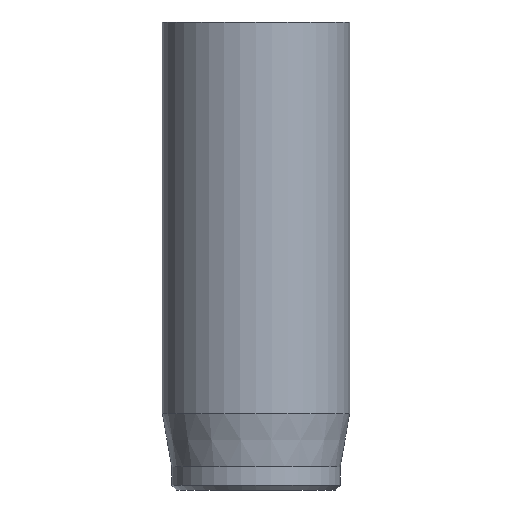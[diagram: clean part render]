
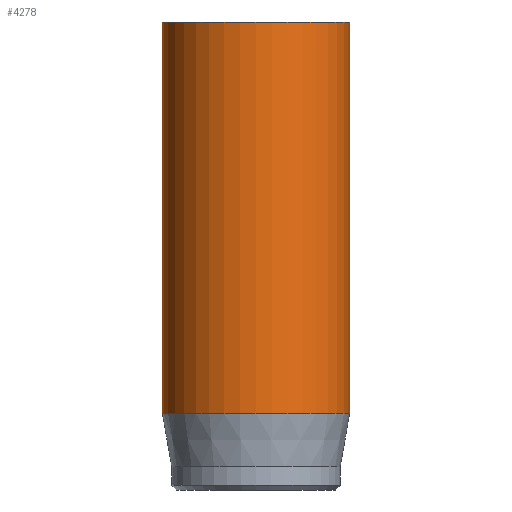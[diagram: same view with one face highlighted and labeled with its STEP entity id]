
A CAD part, front view. The second image highlights one B-rep face of the part: STEP entity #4278.
In plain terms, the highlighted cylindrical face has radius 4 mm (diameter 8 mm), a full revolution.
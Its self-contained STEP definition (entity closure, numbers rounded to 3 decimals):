
#32=CYLINDRICAL_SURFACE('',#4447,4.);
#47=CIRCLE('',#4414,4.);
#63=CIRCLE('',#4445,4.);
#64=CIRCLE('',#4446,4.);
#390=FACE_OUTER_BOUND('',#643,.T.);
#643=EDGE_LOOP('',(#3817,#3818,#3819,#3820,#3821));
#954=LINE('',#8135,#1273);
#1273=VECTOR('',#4965,4.);
#1960=VERTEX_POINT('',#8074);
#1976=VERTEX_POINT('',#8129);
#1977=VERTEX_POINT('',#8130);
#2571=EDGE_CURVE('',#1960,#1960,#47,.T.);
#2595=EDGE_CURVE('',#1976,#1977,#63,.T.);
#2596=EDGE_CURVE('',#1977,#1976,#64,.T.);
#2598=EDGE_CURVE('',#1960,#1976,#954,.T.);
#3817=ORIENTED_EDGE('',*,*,#2571,.T.);
#3818=ORIENTED_EDGE('',*,*,#2598,.T.);
#3819=ORIENTED_EDGE('',*,*,#2595,.T.);
#3820=ORIENTED_EDGE('',*,*,#2596,.T.);
#3821=ORIENTED_EDGE('',*,*,#2598,.F.);
#4278=ADVANCED_FACE('',(#390),#32,.T.);
#4414=AXIS2_PLACEMENT_3D('',#8075,#4888,#4889);
#4445=AXIS2_PLACEMENT_3D('',#8131,#4958,#4959);
#4446=AXIS2_PLACEMENT_3D('',#8132,#4960,#4961);
#4447=AXIS2_PLACEMENT_3D('',#8134,#4963,#4964);
#4888=DIRECTION('center_axis',(0.,0.,-1.));
#4889=DIRECTION('ref_axis',(-1.,0.,0.));
#4958=DIRECTION('center_axis',(0.,0.,1.));
#4959=DIRECTION('ref_axis',(-1.,0.,0.));
#4960=DIRECTION('center_axis',(0.,0.,1.));
#4961=DIRECTION('ref_axis',(-1.,0.,0.));
#4963=DIRECTION('center_axis',(0.,0.,1.));
#4964=DIRECTION('ref_axis',(-1.,0.,0.));
#4965=DIRECTION('',(0.,0.,-1.));
#8074=CARTESIAN_POINT('',(4.,0.,20.));
#8075=CARTESIAN_POINT('Origin',(0.,0.,20.));
#8129=CARTESIAN_POINT('',(4.,0.,3.269));
#8130=CARTESIAN_POINT('',(-4.,0.,3.269));
#8131=CARTESIAN_POINT('Origin',(0.,0.,3.269));
#8132=CARTESIAN_POINT('Origin',(0.,0.,3.269));
#8134=CARTESIAN_POINT('Origin',(0.,0.,0.));
#8135=CARTESIAN_POINT('',(4.,0.,0.));
